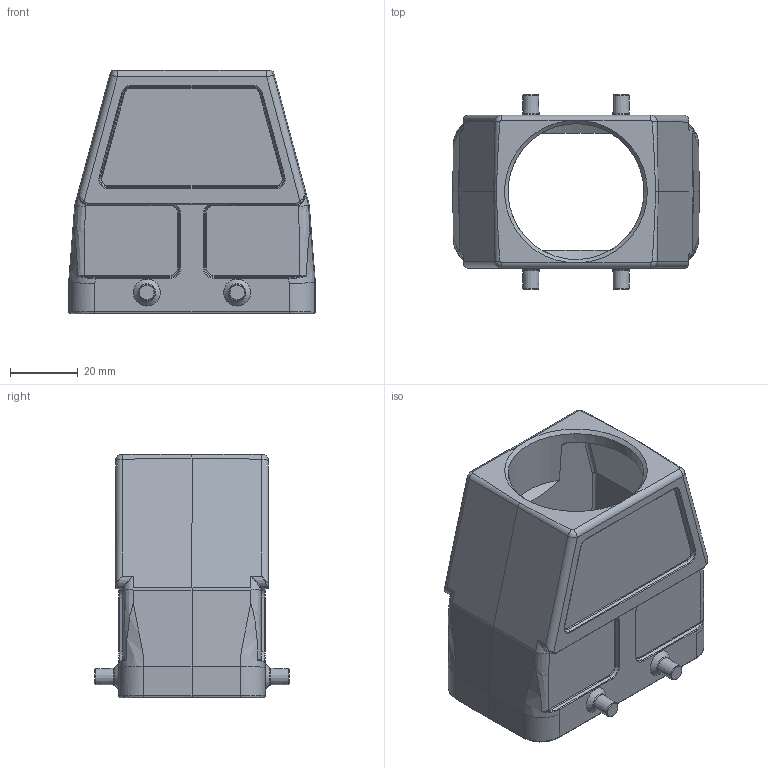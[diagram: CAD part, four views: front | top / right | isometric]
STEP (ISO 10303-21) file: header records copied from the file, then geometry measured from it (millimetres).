
FILE_DESCRIPTION(/* description */ (''),/* implementation_level */ '2;1');
FILE_NAME(/* name */ '100170825ugm000_c.stp',/* time_stamp */ '2017-10-30T15:01:28+01:00',/* author */ (''),/* organization */ (''),/* preprocessor_version */ 'ST-DEVELOPER v16',/* originating_system */ 'SIEMENS PLM Software NX 10.0',/* authorisation */ '');
FILE_SCHEMA (('AUTOMOTIVE_DESIGN { 1 0 10303 214 3 1 1 1 }'));
Length unit declared in the file: millimetre
Products named in the file (1): 100170825ugm000_c
Bounding box: 72.6 x 57.2 x 71.6 mm (x, y, z)
Volume: 54894.9 mm3; surface area: 31456.5 mm2
Topology: 1 solids, 1 shells, 457 faces, 1183 edges, 745 vertices
Faces by surface type: plane 166, cylinder 119, bspline 63, torus 50, cone 49, sphere 10
Full cylindrical faces by diameter (mm): 3 x4, 40 x1
Entity records: 17757 total; most frequent: CARTESIAN_POINT 6517, ORIENTED_EDGE 2164, DIRECTION 2073, EDGE_CURVE 1082, AXIS2_PLACEMENT_3D 779, VERTEX_POINT 679, LINE 515, VECTOR 515
